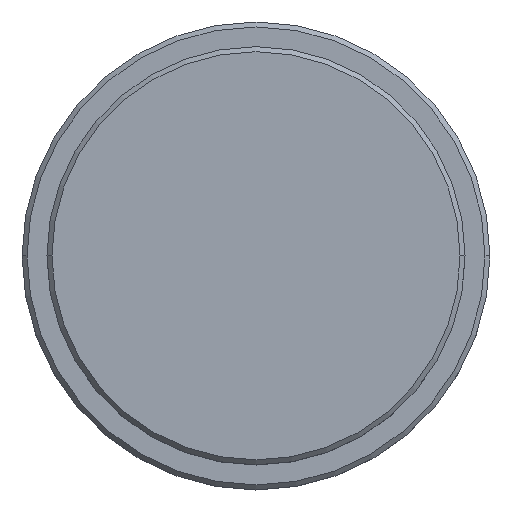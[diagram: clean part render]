
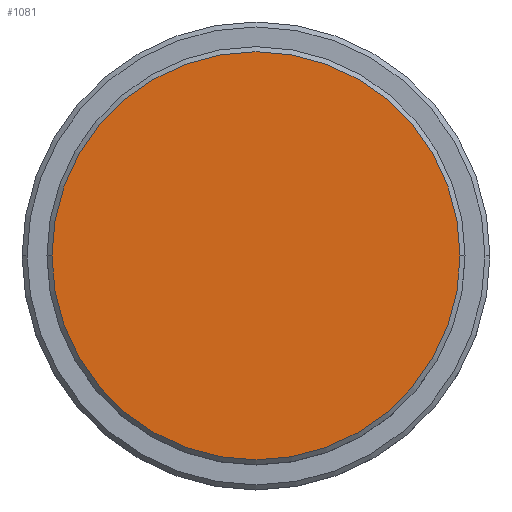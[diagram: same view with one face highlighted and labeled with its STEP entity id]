
A CAD part, top view. The second image highlights one B-rep face of the part: STEP entity #1081.
In plain terms, the highlighted planar face has unit normal (0, 0, 1).
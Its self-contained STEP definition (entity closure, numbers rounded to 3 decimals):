
#18 = ORIENTED_EDGE ( 'NONE', *, *, #1225, .T. ) ;
#54 = CIRCLE ( 'NONE', #809, 20.5 ) ;
#55 = CARTESIAN_POINT ( 'NONE',  ( -20.5, 0., 0. ) ) ;
#120 = AXIS2_PLACEMENT_3D ( 'NONE', #1017, #471, #157 ) ;
#135 = DIRECTION ( 'NONE',  ( 1., 0., 0. ) ) ;
#143 = DIRECTION ( 'NONE',  ( 0., 0., 1. ) ) ;
#157 = DIRECTION ( 'NONE',  ( 1., 0., 0. ) ) ;
#328 = PLANE ( 'NONE',  #1021 ) ;
#353 = ORIENTED_EDGE ( 'NONE', *, *, #1273, .T. ) ;
#471 = DIRECTION ( 'NONE',  ( 0., 0., 1. ) ) ;
#537 = DIRECTION ( 'NONE',  ( 0., 0., 1. ) ) ;
#542 = DIRECTION ( 'NONE',  ( 1., 0., 0. ) ) ;
#746 = EDGE_LOOP ( 'NONE', ( #18, #353 ) ) ;
#809 = AXIS2_PLACEMENT_3D ( 'NONE', #1107, #143, #135 ) ;
#880 = CARTESIAN_POINT ( 'NONE',  ( 0., 0., 0. ) ) ;
#919 = VERTEX_POINT ( 'NONE', #55 ) ;
#987 = VERTEX_POINT ( 'NONE', #1295 ) ;
#1017 = CARTESIAN_POINT ( 'NONE',  ( 0., 0., 0. ) ) ;
#1021 = AXIS2_PLACEMENT_3D ( 'NONE', #880, #537, #542 ) ;
#1081 = ADVANCED_FACE ( 'NONE', ( #1179 ), #328, .T. ) ;
#1107 = CARTESIAN_POINT ( 'NONE',  ( 0., 0., 0. ) ) ;
#1179 = FACE_OUTER_BOUND ( 'NONE', #746, .T. ) ;
#1225 = EDGE_CURVE ( 'NONE', #919, #987, #54, .T. ) ;
#1273 = EDGE_CURVE ( 'NONE', #987, #919, #1339, .T. ) ;
#1295 = CARTESIAN_POINT ( 'NONE',  ( 20.5, 0., 0. ) ) ;
#1339 = CIRCLE ( 'NONE', #120, 20.5 ) ;
